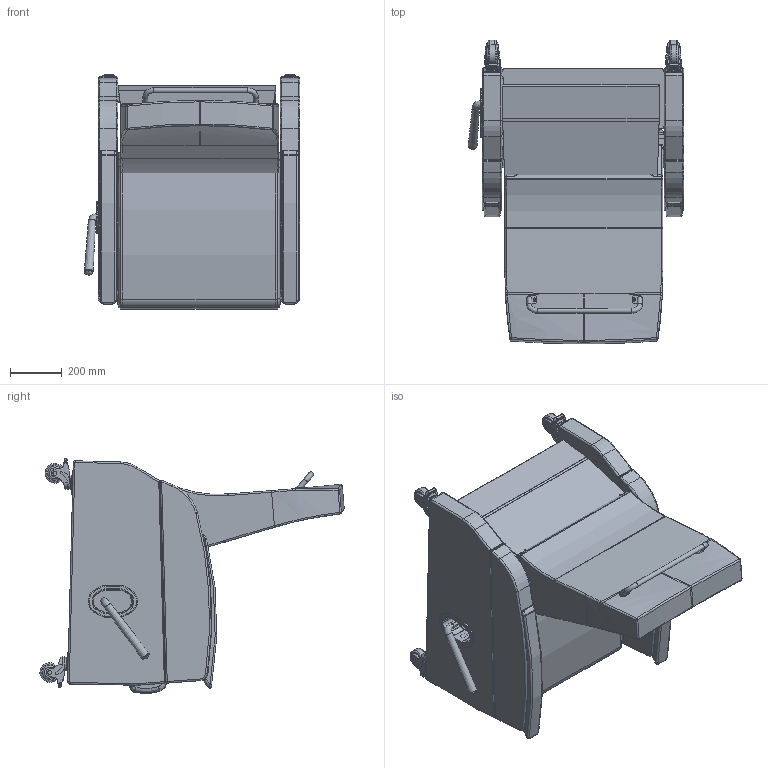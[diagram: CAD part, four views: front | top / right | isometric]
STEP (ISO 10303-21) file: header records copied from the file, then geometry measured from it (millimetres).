
FILE_DESCRIPTION(/* description */ (''),/* implementation_level */ '2;1');
FILE_NAME(/* name */ 'EC1042J.stp',/* time_stamp */ '2017-09-15T15:53:16-04:00',/* author */ ('emehringer'),/* organization */ (''),/* preprocessor_version */ 'ST-DEVELOPER v16.5',/* originating_system */ 'Autodesk Inventor 2017',/* authorisation */ '');
FILE_SCHEMA (('AUTOMOTIVE_DESIGN { 1 0 10303 214 3 1 1 }'));
Length unit declared in the file: inch
Products named in the file (33): EC1042U-W-J; EV7070 UBACK; 4000 UKP; ULSEAT 4000C; EV7070 UBACK FLAP; BEZEL-1; 4000 UKO; HDL 3000 BLK; HDL 3000 BLKPLASTIC; HDL 3000 BLK METAL; E1040 ACARM L; EV (REMOVABLE ARM LEFT)1; EV REMOVABLE LARM L UPHOLSTERED; E1040 ACARM  R; EV (REMOVABLE ARM RIGHT)1; EV REMOVABLE LARM R UPHOLSTERED; EV REMOVABLE UARM L UPHOLSTERED2; MAC R1010; 7000-2 CON PLT; CAST COL 4inSLB; _NG-03AMP-125-TL-TP01_fork; _TP01_Next Generation Series_0; _NG-03QDP-125-SW-TP01_rivet; _NG-03AMP-125-TL-TP01_wheel_core; _NG-03AMP-125-TL-TP01_wheel_tread; _NG-03AMP-125-TL-TP01_wheel_guard; _NG-03AMP-125-TL-TP01_wheel_tguard; _NG-03AMP-125-TL-TP01_cap; PB3; PUSH BAR 17.625; PUSH BAR 17.625_1; PUSH BAR 17.625 right side; 1420X1.5 PSHPB
Assembly tree (39 placements, depth 4):
  EC1042U-W-J
    EV7070 UBACK
    4000 UKP
    ULSEAT 4000C
    EV7070 UBACK FLAP
    BEZEL-1
    4000 UKO
    HDL 3000 BLK
      HDL 3000 BLKPLASTIC
      HDL 3000 BLK METAL
    E1040 ACARM L
      EV (REMOVABLE ARM LEFT)1
        EV REMOVABLE LARM L UPHOLSTERED
        EV REMOVABLE UARM L UPHOLSTERED2
      MAC R1010
    E1040 ACARM  R
      EV (REMOVABLE ARM RIGHT)1
        EV REMOVABLE LARM R UPHOLSTERED
        EV REMOVABLE UARM L UPHOLSTERED2
    MAC R1010
    7000-2 CON PLT
    CAST COL 4inSLB  x4
      _NG-03AMP-125-TL-TP01_fork
      _TP01_Next Generation Series_0
      _NG-03QDP-125-SW-TP01_rivet
      _NG-03AMP-125-TL-TP01_wheel_core
      _NG-03AMP-125-TL-TP01_wheel_tread
      _NG-03AMP-125-TL-TP01_wheel_guard
      _NG-03AMP-125-TL-TP01_wheel_tguard
      _NG-03AMP-125-TL-TP01_cap
    PB3
      PUSH BAR 17.625
        PUSH BAR 17.625_1
        PUSH BAR 17.625 right side
      1420X1.5 PSHPB  x2
Bounding box: 831.95 x 1174.43 x 906.29 mm (x, y, z)
Volume: 189019409.6 mm3; surface area: 6616003 mm2
Topology: 55 solids, 75 shells, 1571 faces, 3680 edges, 2302 vertices
Faces by surface type: cylinder 668, plane 551, torus 179, bspline 104, cone 36, sphere 33
Full cylindrical faces by diameter (mm): 5.953 x1, 6.35 x18, 7.938 x2, 9.525 x2, 11.112 x8, 11.989 x4, 12.497 x2, 14.877 x4, 15.062 x4, 15.24 x8, 19.05 x3, 19.075 x4, 25.4 x4, 31.75 x2, 38.049 x4, 44.298 x4, 52.273 x4, 55.372 x8, 57.15 x8, 76.2 x4
Entity records: 40700 total; most frequent: CARTESIAN_POINT 19282, DIRECTION 4582, ORIENTED_EDGE 4010, EDGE_CURVE 2005, AXIS2_PLACEMENT_3D 1860, VERTEX_POINT 1254, EDGE_LOOP 1017, FACE_OUTER_BOUND 903
